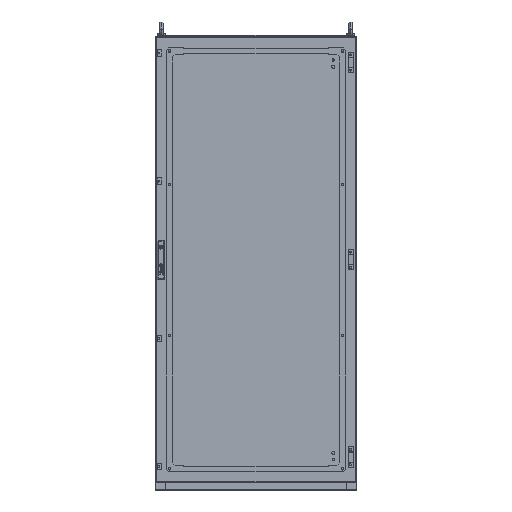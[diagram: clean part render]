
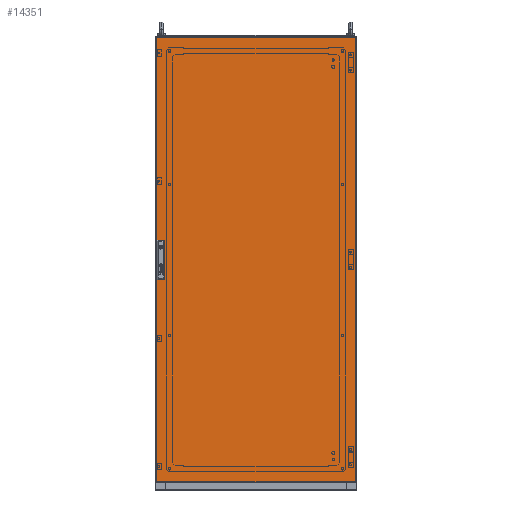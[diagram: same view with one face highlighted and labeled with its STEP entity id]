
A CAD part, top view. The second image highlights one B-rep face of the part: STEP entity #14351.
In plain terms, the highlighted planar face has unit normal (0, 0, 1).
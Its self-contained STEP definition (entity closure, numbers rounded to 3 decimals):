
#684 = LINE ( 'NONE', #13520, #105730 ) ;
#978 = DIRECTION ( 'NONE',  ( 0., -1., 0. ) ) ;
#2960 = DIRECTION ( 'NONE',  ( 0., 0., 1. ) ) ;
#3282 = ORIENTED_EDGE ( 'NONE', *, *, #166278, .T. ) ;
#5970 = LINE ( 'NONE', #15439, #64213 ) ;
#10006 = LINE ( 'NONE', #123815, #34549 ) ;
#11525 = ORIENTED_EDGE ( 'NONE', *, *, #130179, .F. ) ;
#13520 = CARTESIAN_POINT ( 'NONE',  ( -390.7, -61.5, 0. ) ) ;
#14351 = ADVANCED_FACE ( 'NONE', ( #55126, #68837, #81653 ), #18295, .T. ) ;
#14874 = EDGE_LOOP ( 'NONE', ( #158441, #62146, #151072, #123762 ) ) ;
#15306 = LINE ( 'NONE', #105169, #18915 ) ;
#15439 = CARTESIAN_POINT ( 'NONE',  ( -397., -870., 0. ) ) ;
#15555 = VERTEX_POINT ( 'NONE', #119611 ) ;
#15657 = DIRECTION ( 'NONE',  ( 1., 0., 0. ) ) ;
#17016 = VERTEX_POINT ( 'NONE', #147687 ) ;
#18295 = PLANE ( 'NONE',  #123717 ) ;
#18915 = VECTOR ( 'NONE', #143727, 1000. ) ;
#19070 = VERTEX_POINT ( 'NONE', #37998 ) ;
#19332 = EDGE_CURVE ( 'NONE', #19070, #52577, #15306, .T. ) ;
#19462 = CARTESIAN_POINT ( 'NONE',  ( -390.7, 38.5, 0. ) ) ;
#23252 = LINE ( 'NONE', #149962, #125842 ) ;
#24399 = VECTOR ( 'NONE', #92559, 1000. ) ;
#25304 = VECTOR ( 'NONE', #100193, 1000. ) ;
#28637 = DIRECTION ( 'NONE',  ( 0., -1., 0. ) ) ;
#31641 = CARTESIAN_POINT ( 'NONE',  ( -365.7, -61.5, 0. ) ) ;
#34255 = VECTOR ( 'NONE', #978, 1000. ) ;
#34549 = VECTOR ( 'NONE', #99878, 1000. ) ;
#34552 = VECTOR ( 'NONE', #15657, 1000. ) ;
#37998 = CARTESIAN_POINT ( 'NONE',  ( 397., 897., 0. ) ) ;
#39298 = CARTESIAN_POINT ( 'NONE',  ( -365.7, 88.5, 0. ) ) ;
#40374 = EDGE_CURVE ( 'NONE', #76593, #149384, #23252, .T. ) ;
#46568 = VERTEX_POINT ( 'NONE', #48846 ) ;
#46881 = VERTEX_POINT ( 'NONE', #116818 ) ;
#48846 = CARTESIAN_POINT ( 'NONE',  ( -397., -870., 0. ) ) ;
#50046 = VERTEX_POINT ( 'NONE', #149892 ) ;
#50421 = DIRECTION ( 'NONE',  ( -1., 0., 0. ) ) ;
#52577 = VERTEX_POINT ( 'NONE', #107779 ) ;
#53019 = EDGE_CURVE ( 'NONE', #52577, #46568, #133928, .T. ) ;
#53162 = EDGE_LOOP ( 'NONE', ( #143907, #122847, #3282, #91552 ) ) ;
#54039 = LINE ( 'NONE', #66935, #24399 ) ;
#55126 = FACE_BOUND ( 'NONE', #14874, .T. ) ;
#56780 = DIRECTION ( 'NONE',  ( 1., 0., 0. ) ) ;
#61860 = VERTEX_POINT ( 'NONE', #71557 ) ;
#62146 = ORIENTED_EDGE ( 'NONE', *, *, #92527, .F. ) ;
#64213 = VECTOR ( 'NONE', #132705, 1000. ) ;
#64327 = EDGE_CURVE ( 'NONE', #104418, #61860, #80692, .T. ) ;
#66654 = CARTESIAN_POINT ( 'NONE',  ( -365.7, -61.5, 0. ) ) ;
#66935 = CARTESIAN_POINT ( 'NONE',  ( -365.7, 38.5, 0. ) ) ;
#68837 = FACE_BOUND ( 'NONE', #132325, .T. ) ;
#69285 = VECTOR ( 'NONE', #50421, 1000. ) ;
#69462 = CARTESIAN_POINT ( 'NONE',  ( -390.7, -61.5, 0. ) ) ;
#71557 = CARTESIAN_POINT ( 'NONE',  ( -365.7, 38.5, 0. ) ) ;
#73176 = VERTEX_POINT ( 'NONE', #93482 ) ;
#75474 = DIRECTION ( 'NONE',  ( 1., 0., 0. ) ) ;
#76593 = VERTEX_POINT ( 'NONE', #69462 ) ;
#77871 = LINE ( 'NONE', #102740, #25304 ) ;
#78826 = CARTESIAN_POINT ( 'NONE',  ( -390.7, 38.5, 0. ) ) ;
#80692 = LINE ( 'NONE', #121722, #34552 ) ;
#81012 = ORIENTED_EDGE ( 'NONE', *, *, #40374, .F. ) ;
#81653 = FACE_OUTER_BOUND ( 'NONE', #53162, .T. ) ;
#83315 = CARTESIAN_POINT ( 'NONE',  ( 0., 0., 0. ) ) ;
#83407 = EDGE_CURVE ( 'NONE', #46568, #17016, #5970, .T. ) ;
#91552 = ORIENTED_EDGE ( 'NONE', *, *, #19332, .T. ) ;
#92527 = EDGE_CURVE ( 'NONE', #15555, #73176, #127498, .T. ) ;
#92559 = DIRECTION ( 'NONE',  ( 0., 1., 0. ) ) ;
#93482 = CARTESIAN_POINT ( 'NONE',  ( -390.7, 88.5, 0. ) ) ;
#96875 = EDGE_CURVE ( 'NONE', #61860, #15555, #54039, .T. ) ;
#99878 = DIRECTION ( 'NONE',  ( -1., 0., 0. ) ) ;
#100193 = DIRECTION ( 'NONE',  ( 0., 1., 0. ) ) ;
#102740 = CARTESIAN_POINT ( 'NONE',  ( 397., 897., 0. ) ) ;
#104418 = VERTEX_POINT ( 'NONE', #19462 ) ;
#104449 = EDGE_CURVE ( 'NONE', #46881, #50046, #10006, .T. ) ;
#105169 = CARTESIAN_POINT ( 'NONE',  ( -397., 897., 0. ) ) ;
#105730 = VECTOR ( 'NONE', #169198, 1000. ) ;
#107779 = CARTESIAN_POINT ( 'NONE',  ( -397., 897., 0. ) ) ;
#108529 = EDGE_CURVE ( 'NONE', #73176, #104418, #129392, .T. ) ;
#109021 = ORIENTED_EDGE ( 'NONE', *, *, #121695, .F. ) ;
#115447 = DIRECTION ( 'NONE',  ( 0., 1., 0. ) ) ;
#116818 = CARTESIAN_POINT ( 'NONE',  ( -365.7, -11.5, 0. ) ) ;
#117975 = LINE ( 'NONE', #66654, #145063 ) ;
#119611 = CARTESIAN_POINT ( 'NONE',  ( -365.7, 88.5, 0. ) ) ;
#121695 = EDGE_CURVE ( 'NONE', #50046, #76593, #684, .T. ) ;
#121722 = CARTESIAN_POINT ( 'NONE',  ( -365.7, 38.5, 0. ) ) ;
#122847 = ORIENTED_EDGE ( 'NONE', *, *, #83407, .T. ) ;
#123717 = AXIS2_PLACEMENT_3D ( 'NONE', #83315, #2960, #56780 ) ;
#123762 = ORIENTED_EDGE ( 'NONE', *, *, #64327, .F. ) ;
#123815 = CARTESIAN_POINT ( 'NONE',  ( -365.7, -11.5, 0. ) ) ;
#125842 = VECTOR ( 'NONE', #75474, 1000. ) ;
#127498 = LINE ( 'NONE', #39298, #69285 ) ;
#129392 = LINE ( 'NONE', #78826, #34255 ) ;
#130179 = EDGE_CURVE ( 'NONE', #149384, #46881, #117975, .T. ) ;
#132325 = EDGE_LOOP ( 'NONE', ( #109021, #166635, #11525, #81012 ) ) ;
#132705 = DIRECTION ( 'NONE',  ( 1., 0., 0. ) ) ;
#133507 = VECTOR ( 'NONE', #28637, 1000. ) ;
#133928 = LINE ( 'NONE', #161192, #133507 ) ;
#143727 = DIRECTION ( 'NONE',  ( -1., 0., 0. ) ) ;
#143907 = ORIENTED_EDGE ( 'NONE', *, *, #53019, .T. ) ;
#145063 = VECTOR ( 'NONE', #115447, 1000. ) ;
#147687 = CARTESIAN_POINT ( 'NONE',  ( 397., -870., 0. ) ) ;
#149384 = VERTEX_POINT ( 'NONE', #31641 ) ;
#149892 = CARTESIAN_POINT ( 'NONE',  ( -390.7, -11.5, 0. ) ) ;
#149962 = CARTESIAN_POINT ( 'NONE',  ( -365.7, -61.5, 0. ) ) ;
#151072 = ORIENTED_EDGE ( 'NONE', *, *, #96875, .F. ) ;
#158441 = ORIENTED_EDGE ( 'NONE', *, *, #108529, .F. ) ;
#161192 = CARTESIAN_POINT ( 'NONE',  ( -397., 897., 0. ) ) ;
#166278 = EDGE_CURVE ( 'NONE', #17016, #19070, #77871, .T. ) ;
#166635 = ORIENTED_EDGE ( 'NONE', *, *, #104449, .F. ) ;
#169198 = DIRECTION ( 'NONE',  ( 0., -1., 0. ) ) ;
